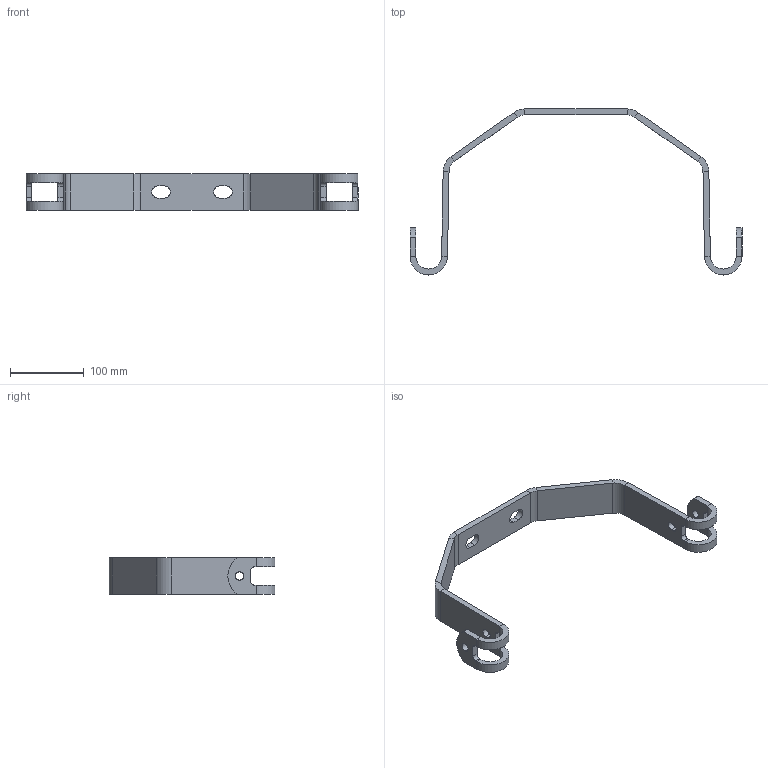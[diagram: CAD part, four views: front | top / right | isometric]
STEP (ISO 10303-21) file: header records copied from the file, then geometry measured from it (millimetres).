
FILE_DESCRIPTION (( 'STEP AP203' ), '1' );
FILE_NAME ('0928101000.STEP', '2024-05-21T11:24:36', ( '' ), ( '' ), 'SwSTEP 2.0', 'SolidWorks 2022', '' );
FILE_SCHEMA (( 'CONFIG_CONTROL_DESIGN' ));
Length unit declared in the file: millimetre
Products named in the file (1): 0928101000
Bounding box: 451 x 225.5 x 50 mm (x, y, z)
Volume: 297228.6 mm3; surface area: 94196.8 mm2
Topology: 1 solids, 1 shells, 106 faces, 260 edges, 152 vertices
Faces by surface type: plane 68, cylinder 34, bspline 4
Entity records: 3161 total; most frequent: CARTESIAN_POINT 571, DIRECTION 526, ORIENTED_EDGE 520, EDGE_CURVE 260, LINE 184, VECTOR 184, AXIS2_PLACEMENT_3D 171, VERTEX_POINT 152
